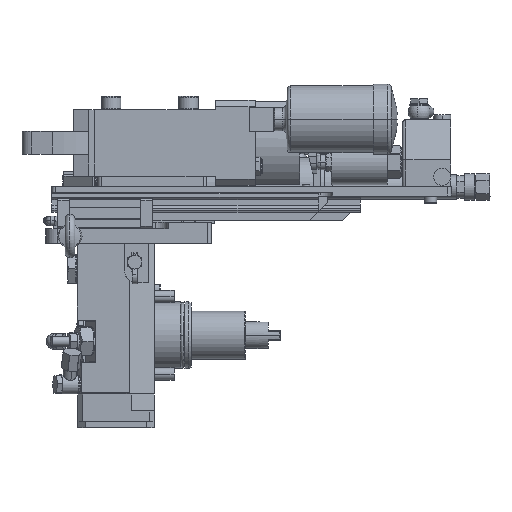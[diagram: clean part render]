
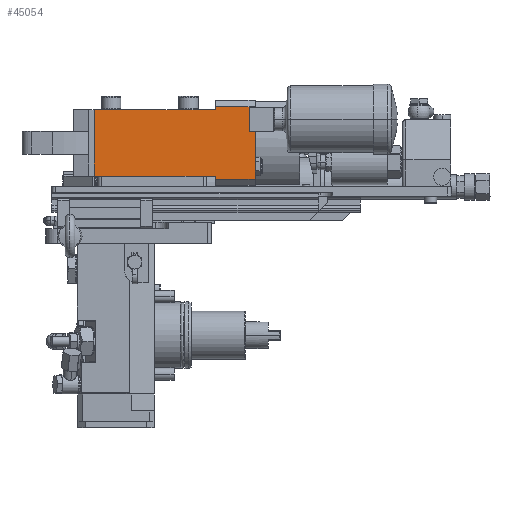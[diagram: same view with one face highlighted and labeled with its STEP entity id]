
A CAD part, front view. The second image highlights one B-rep face of the part: STEP entity #45054.
In plain terms, the highlighted planar face has unit normal (0, -1, 0).
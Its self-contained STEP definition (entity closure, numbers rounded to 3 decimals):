
#6285=DIRECTION('',(1.,0.,0.));
#6286=VECTOR('',#6285,3.);
#6287=CARTESIAN_POINT('',(-50.,-66.,131.5));
#6288=LINE('',#6287,#6286);
#6313=DIRECTION('',(-1.,0.,0.));
#6314=VECTOR('',#6313,90.);
#6315=CARTESIAN_POINT('',(43.,-66.,131.5));
#6316=LINE('',#6315,#6314);
#6317=DIRECTION('',(0.,0.,1.));
#6318=VECTOR('',#6317,39.5);
#6319=CARTESIAN_POINT('',(83.,-66.,129.));
#6320=LINE('',#6319,#6318);
#6321=DIRECTION('',(-1.,0.,0.));
#6322=VECTOR('',#6321,33.);
#6323=CARTESIAN_POINT('',(83.,-66.,129.));
#6324=LINE('',#6323,#6322);
#6325=DIRECTION('',(0.,0.,1.));
#6326=VECTOR('',#6325,55.);
#6327=CARTESIAN_POINT('',(-50.,-66.,131.5));
#6328=LINE('',#6327,#6326);
#6329=DIRECTION('',(1.,0.,0.));
#6330=VECTOR('',#6329,7.324);
#6331=CARTESIAN_POINT('',(-39.662,-66.,186.5));
#6332=LINE('',#6331,#6330);
#6333=DIRECTION('',(1.,0.,0.));
#6334=VECTOR('',#6333,7.324);
#6335=CARTESIAN_POINT('',(24.338,-66.,186.5));
#6336=LINE('',#6335,#6334);
#6337=DIRECTION('',(1.,0.,0.));
#6338=VECTOR('',#6337,33.);
#6339=CARTESIAN_POINT('',(50.,-66.,189.));
#6340=LINE('',#6339,#6338);
#6341=DIRECTION('',(0.,0.,1.));
#6342=VECTOR('',#6341,0.5);
#6343=CARTESIAN_POINT('',(83.,-66.,188.5));
#6344=LINE('',#6343,#6342);
#6345=DIRECTION('',(0.,0.,1.));
#6346=VECTOR('',#6345,20.);
#6347=CARTESIAN_POINT('',(83.,-66.,168.5));
#6348=LINE('',#6347,#6346);
#7927=DIRECTION('',(0.,0.,1.));
#7928=VECTOR('',#7927,2.5);
#7929=CARTESIAN_POINT('',(50.,-66.,186.5));
#7930=LINE('',#7929,#7928);
#8002=DIRECTION('',(1.,0.,0.));
#8003=VECTOR('',#8002,18.338);
#8004=CARTESIAN_POINT('',(31.662,-66.,186.5));
#8005=LINE('',#8004,#8003);
#8021=DIRECTION('',(1.,0.,0.));
#8022=VECTOR('',#8021,56.676);
#8023=CARTESIAN_POINT('',(-32.338,-66.,186.5));
#8024=LINE('',#8023,#8022);
#8040=DIRECTION('',(1.,0.,0.));
#8041=VECTOR('',#8040,10.338);
#8042=CARTESIAN_POINT('',(-50.,-66.,186.5));
#8043=LINE('',#8042,#8041);
#8849=DIRECTION('',(1.,0.,0.));
#8850=VECTOR('',#8849,7.);
#8851=CARTESIAN_POINT('',(43.,-66.,131.5));
#8852=LINE('',#8851,#8850);
#8865=DIRECTION('',(0.,0.,1.));
#8866=VECTOR('',#8865,2.5);
#8867=CARTESIAN_POINT('',(50.,-66.,129.));
#8868=LINE('',#8867,#8866);
#35655=CARTESIAN_POINT('',(-50.,-66.,131.5));
#35657=VERTEX_POINT('',#35655);
#35667=CARTESIAN_POINT('',(-50.,-66.,186.5));
#35669=VERTEX_POINT('',#35667);
#35706=CARTESIAN_POINT('',(50.,-66.,186.5));
#35708=VERTEX_POINT('',#35706);
#35710=CARTESIAN_POINT('',(50.,-66.,131.5));
#35712=VERTEX_POINT('',#35710);
#35731=CARTESIAN_POINT('',(50.,-66.,129.));
#35733=VERTEX_POINT('',#35731);
#35734=CARTESIAN_POINT('',(83.,-66.,129.));
#35735=VERTEX_POINT('',#35734);
#35739=CARTESIAN_POINT('',(83.,-66.,189.));
#35741=VERTEX_POINT('',#35739);
#35742=CARTESIAN_POINT('',(50.,-66.,189.));
#35743=VERTEX_POINT('',#35742);
#36155=CARTESIAN_POINT('',(43.,-66.,131.5));
#36157=VERTEX_POINT('',#36155);
#36159=CARTESIAN_POINT('',(-47.,-66.,131.5));
#36161=VERTEX_POINT('',#36159);
#36184=CARTESIAN_POINT('',(-32.338,-66.,186.5));
#36185=VERTEX_POINT('',#36184);
#36186=CARTESIAN_POINT('',(-39.662,-66.,186.5));
#36187=VERTEX_POINT('',#36186);
#36200=CARTESIAN_POINT('',(31.662,-66.,186.5));
#36201=VERTEX_POINT('',#36200);
#36202=CARTESIAN_POINT('',(24.338,-66.,186.5));
#36203=VERTEX_POINT('',#36202);
#38610=CARTESIAN_POINT('',(83.,-66.,168.5));
#38611=CARTESIAN_POINT('',(83.,-66.,188.5));
#38612=VERTEX_POINT('',#38610);
#38613=VERTEX_POINT('',#38611);
#45017=CARTESIAN_POINT('',(-50.,-66.,131.5));
#45018=DIRECTION('',(0.,-1.,0.));
#45019=DIRECTION('',(1.,0.,0.));
#45020=AXIS2_PLACEMENT_3D('',#45017,#45018,#45019);
#45021=PLANE('',#45020);
#45023=ORIENTED_EDGE('',*,*,#45022,.F.);
#45025=ORIENTED_EDGE('',*,*,#45024,.T.);
#45027=ORIENTED_EDGE('',*,*,#45026,.T.);
#45029=ORIENTED_EDGE('',*,*,#45028,.F.);
#45030=ORIENTED_EDGE('',*,*,#45003,.T.);
#45031=ORIENTED_EDGE('',*,*,#44972,.F.);
#45033=ORIENTED_EDGE('',*,*,#45032,.T.);
#45035=ORIENTED_EDGE('',*,*,#45034,.T.);
#45037=ORIENTED_EDGE('',*,*,#45036,.T.);
#45039=ORIENTED_EDGE('',*,*,#45038,.T.);
#45041=ORIENTED_EDGE('',*,*,#45040,.T.);
#45043=ORIENTED_EDGE('',*,*,#45042,.T.);
#45045=ORIENTED_EDGE('',*,*,#45044,.T.);
#45047=ORIENTED_EDGE('',*,*,#45046,.T.);
#45049=ORIENTED_EDGE('',*,*,#45048,.F.);
#45051=ORIENTED_EDGE('',*,*,#45050,.F.);
#45052=EDGE_LOOP('',(#45023,#45025,#45027,#45029,#45030,#45031,#45033,#45035,
#45037,#45039,#45041,#45043,#45045,#45047,#45049,#45051));
#45053=FACE_OUTER_BOUND('',#45052,.F.);
#45054=ADVANCED_FACE('',(#45053),#45021,.T.);
#44972=EDGE_CURVE('',#35657,#36161,#6288,.T.);
#45003=EDGE_CURVE('',#36157,#36161,#6316,.T.);
#45022=EDGE_CURVE('',#35735,#38612,#6320,.T.);
#45024=EDGE_CURVE('',#35735,#35733,#6324,.T.);
#45026=EDGE_CURVE('',#35733,#35712,#8868,.T.);
#45028=EDGE_CURVE('',#36157,#35712,#8852,.T.);
#45032=EDGE_CURVE('',#35657,#35669,#6328,.T.);
#45034=EDGE_CURVE('',#35669,#36187,#8043,.T.);
#45036=EDGE_CURVE('',#36187,#36185,#6332,.T.);
#45038=EDGE_CURVE('',#36185,#36203,#8024,.T.);
#45040=EDGE_CURVE('',#36203,#36201,#6336,.T.);
#45042=EDGE_CURVE('',#36201,#35708,#8005,.T.);
#45044=EDGE_CURVE('',#35708,#35743,#7930,.T.);
#45046=EDGE_CURVE('',#35743,#35741,#6340,.T.);
#45048=EDGE_CURVE('',#38613,#35741,#6344,.T.);
#45050=EDGE_CURVE('',#38612,#38613,#6348,.T.);
